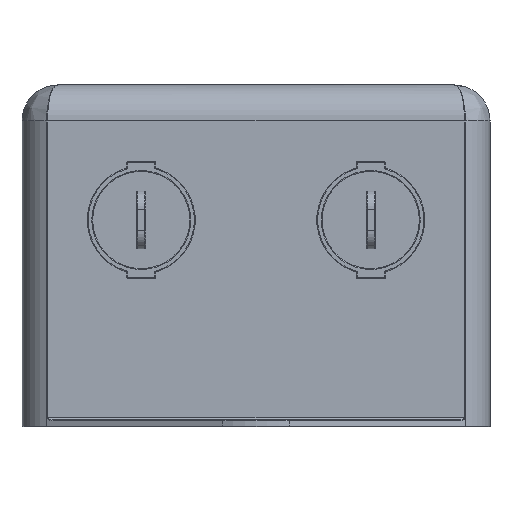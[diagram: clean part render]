
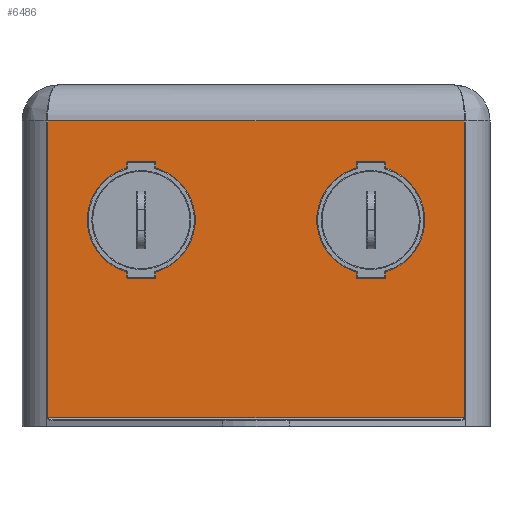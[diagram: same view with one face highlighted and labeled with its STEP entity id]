
A CAD part, left-side view. The second image highlights one B-rep face of the part: STEP entity #6486.
In plain terms, the highlighted planar face has unit normal (-1, 0, 0).
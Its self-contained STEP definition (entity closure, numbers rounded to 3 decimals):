
#145=PLANE('',#7077);
#275=LINE('',#10393,#723);
#281=LINE('',#10477,#729);
#317=LINE('',#10939,#765);
#318=LINE('',#10941,#766);
#723=VECTOR('',#8013,10.);
#729=VECTOR('',#8051,10.);
#765=VECTOR('',#8301,10.);
#766=VECTOR('',#8304,10.);
#1421=FACE_OUTER_BOUND('',#1859,.T.);
#1859=EDGE_LOOP('',(#4720,#4721,#4722,#4723));
#2810=VERTEX_POINT('',#10385);
#2812=VERTEX_POINT('',#10391);
#2822=VERTEX_POINT('',#10469);
#2824=VERTEX_POINT('',#10475);
#3425=EDGE_CURVE('',#2812,#2810,#275,.T.);
#3443=EDGE_CURVE('',#2824,#2822,#281,.T.);
#3553=EDGE_CURVE('',#2822,#2812,#317,.T.);
#3554=EDGE_CURVE('',#2810,#2824,#318,.T.);
#4720=ORIENTED_EDGE('',*,*,#3443,.F.);
#4721=ORIENTED_EDGE('',*,*,#3554,.F.);
#4722=ORIENTED_EDGE('',*,*,#3425,.F.);
#4723=ORIENTED_EDGE('',*,*,#3553,.F.);
#6486=ADVANCED_FACE('',(#1421),#145,.T.);
#7077=AXIS2_PLACEMENT_3D('',#10940,#8302,#8303);
#8013=DIRECTION('',(0.,0.,1.));
#8051=DIRECTION('',(0.,0.,-1.));
#8301=DIRECTION('',(0.,1.,0.));
#8302=DIRECTION('center_axis',(-1.,0.,0.));
#8303=DIRECTION('ref_axis',(0.,-1.,0.));
#8304=DIRECTION('',(0.,-1.,0.));
#10385=CARTESIAN_POINT('',(-31.5,23.159,34.));
#10391=CARTESIAN_POINT('',(-31.5,23.159,1.05));
#10393=CARTESIAN_POINT('',(-31.5,23.159,0.));
#10469=CARTESIAN_POINT('',(-31.5,-23.159,1.05));
#10475=CARTESIAN_POINT('',(-31.5,-23.159,34.));
#10477=CARTESIAN_POINT('',(-31.5,-23.159,0.));
#10939=CARTESIAN_POINT('',(-31.5,11.592,1.05));
#10940=CARTESIAN_POINT('Origin',(-31.5,23.183,0.));
#10941=CARTESIAN_POINT('',(-31.5,11.592,34.));
